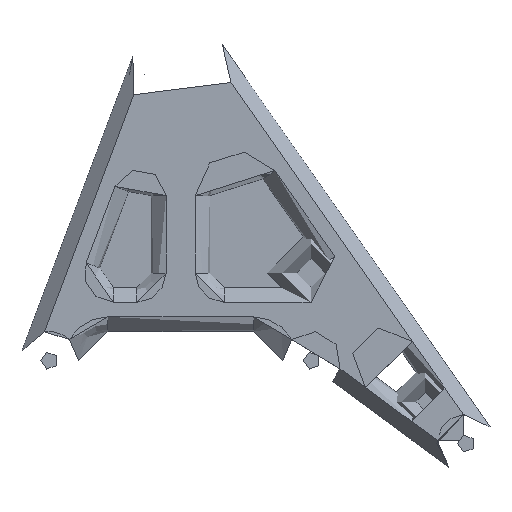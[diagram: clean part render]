
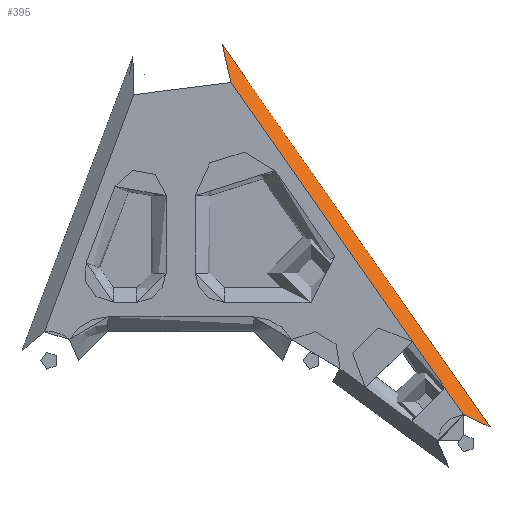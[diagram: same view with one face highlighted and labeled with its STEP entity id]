
A CAD part, top view. The second image highlights one B-rep face of the part: STEP entity #395.
In plain terms, the highlighted cylindrical face has radius 5 mm (diameter 10 mm), a partial arc.
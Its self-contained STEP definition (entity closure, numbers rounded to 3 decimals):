
#208=LINE('',#3556,#248);
#209=LINE('',#3572,#249);
#248=VECTOR('',#2439,1.);
#249=VECTOR('',#2440,1.);
#395=ADVANCED_FACE('',(#468),#946,.T.);
#468=FACE_OUTER_BOUND('',#548,.T.);
#548=EDGE_LOOP('',(#800,#801,#802,#803,#804,#805));
#800=ORIENTED_EDGE('',*,*,#1352,.T.);
#801=ORIENTED_EDGE('',*,*,#1353,.T.);
#802=ORIENTED_EDGE('',*,*,#1354,.T.);
#803=ORIENTED_EDGE('',*,*,#1355,.T.);
#804=ORIENTED_EDGE('',*,*,#1356,.T.);
#805=ORIENTED_EDGE('',*,*,#1357,.T.);
#946=CYLINDRICAL_SURFACE('',#2169,5.);
#1122=B_SPLINE_CURVE_WITH_KNOTS('',1,(#3554,#3555),.UNSPECIFIED.,.F.,.F.,(2,2)
,(-140.086,-120.64),.UNSPECIFIED.);
#1123=B_SPLINE_CURVE_WITH_KNOTS('',3,(#3557,#3558,#3559,#3560,#3561,#3562,
#3563),.UNSPECIFIED.,.F.,.F.,(4,1,1,1,4),(0.,0.003,
0.006,0.009,0.012),.UNSPECIFIED.);
#1124=B_SPLINE_CURVE_WITH_KNOTS('',1,(#3564,#3565),.UNSPECIFIED.,.F.,.F.,(2,2)
,(0.,159.824),.UNSPECIFIED.);
#1125=B_SPLINE_CURVE_WITH_KNOTS('',3,(#3566,#3567,#3568,#3569,#3570,#3571),
.UNSPECIFIED.,.F.,.F.,(4,1,1,4),(0.,0.007,0.011,
0.015),.UNSPECIFIED.);
#1352=EDGE_CURVE('',#1972,#1967,#1122,.T.);
#1353=EDGE_CURVE('',#1967,#1968,#1592,.T.);
#1354=EDGE_CURVE('',#1968,#1969,#1123,.T.);
#1355=EDGE_CURVE('',#1969,#1970,#1124,.T.);
#1356=EDGE_CURVE('',#1970,#1971,#1125,.T.);
#1357=EDGE_CURVE('',#1971,#1972,#1593,.T.);
#1592=TRIMMED_CURVE('',#208,(PARAMETER_VALUE(140.086)),(
PARAMETER_VALUE(151.164)),.T.,.PARAMETER.);
#1593=TRIMMED_CURVE('',#209,(PARAMETER_VALUE(12.247)),(
PARAMETER_VALUE(120.64)),.T.,.PARAMETER.);
#1967=VERTEX_POINT('',#3548);
#1968=VERTEX_POINT('',#3549);
#1969=VERTEX_POINT('',#3550);
#1970=VERTEX_POINT('',#3551);
#1971=VERTEX_POINT('',#3552);
#1972=VERTEX_POINT('',#3553);
#2169=AXIS2_PLACEMENT_3D('',#3573,#2442,#2441);
#2439=DIRECTION('',(0.574,-0.819,0.));
#2440=DIRECTION('',(0.574,-0.819,0.));
#2441=DIRECTION('',(0.819,0.574,0.));
#2442=DIRECTION('',(0.574,-0.819,0.));
#3548=CARTESIAN_POINT('',(90.613,-107.562,5.));
#3549=CARTESIAN_POINT('',(96.969,-116.635,5.));
#3550=CARTESIAN_POINT('',(106.033,-120.859,0.));
#3551=CARTESIAN_POINT('',(14.333,10.041,0.));
#3552=CARTESIAN_POINT('',(17.265,-2.859,5.));
#3553=CARTESIAN_POINT('',(79.456,-91.635,5.));
#3554=CARTESIAN_POINT('',(79.456,-91.635,5.));
#3555=CARTESIAN_POINT('',(90.613,-107.562,5.));
#3556=CARTESIAN_POINT('',(10.238,7.172,5.));
#3557=CARTESIAN_POINT('',(96.969,-116.635,5.));
#3558=CARTESIAN_POINT('',(97.963,-116.548,5.)
);
#3559=CARTESIAN_POINT('',(99.901,-116.678,4.57)
);
#3560=CARTESIAN_POINT('',(102.437,-117.592,3.276)
);
#3561=CARTESIAN_POINT('',(104.485,-118.989,1.711)
);
#3562=CARTESIAN_POINT('',(105.576,-120.207,0.563
));
#3563=CARTESIAN_POINT('',(106.033,-120.859,0.));
#3564=CARTESIAN_POINT('',(106.033,-120.859,0.));
#3565=CARTESIAN_POINT('',(14.333,10.041,0.));
#3566=CARTESIAN_POINT('',(14.333,10.041,0.));
#3567=CARTESIAN_POINT('',(15.562,8.287,1.145)
);
#3568=CARTESIAN_POINT('',(16.939,5.306,2.884)
);
#3569=CARTESIAN_POINT('',(17.601,0.776,4.573)
);
#3570=CARTESIAN_POINT('',(17.466,-1.643,5.));
#3571=CARTESIAN_POINT('',(17.265,-2.859,5.));
#3572=CARTESIAN_POINT('',(10.238,7.172,5.));
#3573=CARTESIAN_POINT('',(10.238,7.172,0.));
